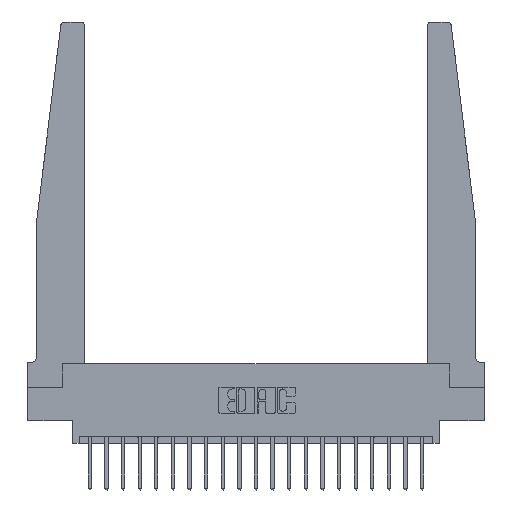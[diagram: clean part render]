
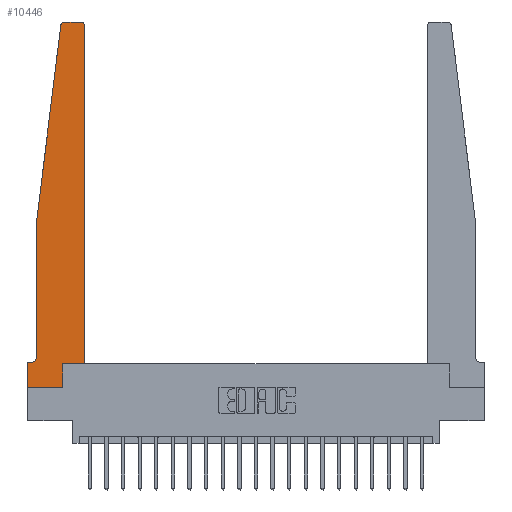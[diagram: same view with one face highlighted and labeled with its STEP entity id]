
A CAD part, top view. The second image highlights one B-rep face of the part: STEP entity #10446.
In plain terms, the highlighted planar face has unit normal (0, 0, 1).
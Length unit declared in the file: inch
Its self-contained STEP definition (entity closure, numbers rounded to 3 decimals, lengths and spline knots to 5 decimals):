
#110 = VECTOR ( 'NONE', #18068, 39.37008 ) ;
#346 = EDGE_CURVE ( 'NONE', #2004, #18378, #10724, .T. ) ;
#751 = VERTEX_POINT ( 'NONE', #16643 ) ;
#835 = VECTOR ( 'NONE', #20286, 39.37008 ) ;
#859 = EDGE_CURVE ( 'NONE', #17602, #14131, #18447, .T. ) ;
#870 = EDGE_LOOP ( 'NONE', ( #987, #17839, #9465, #19179, #11427, #6165, #20048, #4208, #14302, #18368, #10550, #20357 ) ) ;
#987 = ORIENTED_EDGE ( 'NONE', *, *, #7501, .T. ) ;
#1380 = CARTESIAN_POINT ( 'NONE',  ( 0.065, 1.25, 0.37 ) ) ;
#1381 = DIRECTION ( 'NONE',  ( 1., 0., 0. ) ) ;
#1484 = VERTEX_POINT ( 'NONE', #3882 ) ;
#1963 = AXIS2_PLACEMENT_3D ( 'NONE', #4098, #15662, #5770 ) ;
#2004 = VERTEX_POINT ( 'NONE', #18347 ) ;
#2131 = CARTESIAN_POINT ( 'NONE',  ( 0., 0.1875, 0.37 ) ) ;
#2164 = VECTOR ( 'NONE', #18452, 39.37008 ) ;
#2210 = DIRECTION ( 'NONE',  ( 0., 0., 1. ) ) ;
#2303 = VERTEX_POINT ( 'NONE', #21034 ) ;
#2745 = AXIS2_PLACEMENT_3D ( 'NONE', #14451, #4549, #16119 ) ;
#2831 = LINE ( 'NONE', #1380, #15490 ) ;
#3165 = CARTESIAN_POINT ( 'NONE',  ( 0.425, 0.18, 0.37 ) ) ;
#3536 = CARTESIAN_POINT ( 'NONE',  ( 0., 0., 0.37 ) ) ;
#3707 = VERTEX_POINT ( 'NONE', #3165 ) ;
#3882 = CARTESIAN_POINT ( 'NONE',  ( 0.27653, 2.75, 0.37 ) ) ;
#4002 = LINE ( 'NONE', #6530, #110 ) ;
#4062 = EDGE_CURVE ( 'NONE', #751, #2004, #7820, .T. ) ;
#4098 = CARTESIAN_POINT ( 'NONE',  ( 0.015, 0.2375, 0.37 ) ) ;
#4208 = ORIENTED_EDGE ( 'NONE', *, *, #7845, .T. ) ;
#4549 = DIRECTION ( 'NONE',  ( 0., 0., 1. ) ) ;
#5040 = EDGE_CURVE ( 'NONE', #14131, #751, #2831, .T. ) ;
#5444 = CARTESIAN_POINT ( 'NONE',  ( 0.065, 1.25, 0.37 ) ) ;
#5735 = VERTEX_POINT ( 'NONE', #10492 ) ;
#5770 = DIRECTION ( 'NONE',  ( -1., 0., 0. ) ) ;
#6125 = DIRECTION ( 'NONE',  ( -1., 0., 0. ) ) ;
#6165 = ORIENTED_EDGE ( 'NONE', *, *, #346, .T. ) ;
#6330 = VECTOR ( 'NONE', #17026, 39.37008 ) ;
#6443 = CARTESIAN_POINT ( 'NONE',  ( 0.425, 0.18, 0.37 ) ) ;
#6530 = CARTESIAN_POINT ( 'NONE',  ( 0., 0., 0.37 ) ) ;
#6819 = VECTOR ( 'NONE', #15607, 39.37008 ) ;
#7154 = CARTESIAN_POINT ( 'NONE',  ( 0.065, 0.1875, 0.37 ) ) ;
#7364 = CARTESIAN_POINT ( 'NONE',  ( 0.2605, 0.18, 0.37 ) ) ;
#7417 = CARTESIAN_POINT ( 'NONE',  ( 0.425, 0.18, 0.37 ) ) ;
#7501 = EDGE_CURVE ( 'NONE', #5735, #1484, #21118, .T. ) ;
#7590 = EDGE_CURVE ( 'NONE', #2303, #5735, #11291, .T. ) ;
#7591 = CIRCLE ( 'NONE', #2745, 0.03 ) ;
#7820 = CIRCLE ( 'NONE', #1963, 0.05 ) ;
#7845 = EDGE_CURVE ( 'NONE', #13915, #14712, #19796, .T. ) ;
#8082 = DIRECTION ( 'NONE',  ( 0., 1., 0. ) ) ;
#8138 = LINE ( 'NONE', #6443, #12023 ) ;
#8973 = EDGE_CURVE ( 'NONE', #3707, #2303, #8138, .T. ) ;
#8974 = AXIS2_PLACEMENT_3D ( 'NONE', #21238, #11346, #1381 ) ;
#9230 = EDGE_CURVE ( 'NONE', #14712, #14363, #11754, .T. ) ;
#9465 = ORIENTED_EDGE ( 'NONE', *, *, #859, .T. ) ;
#9652 = DIRECTION ( 'NONE',  ( 0., -1., 0. ) ) ;
#9701 = CARTESIAN_POINT ( 'NONE',  ( 0., 0., 0.37 ) ) ;
#9850 = EDGE_CURVE ( 'NONE', #14363, #3707, #20012, .T. ) ;
#10048 = EDGE_CURVE ( 'NONE', #1484, #17602, #7591, .T. ) ;
#10446 = ADVANCED_FACE ( 'NONE', ( #13501 ), #12157, .T. ) ;
#10492 = CARTESIAN_POINT ( 'NONE',  ( 0.395, 2.75, 0.37 ) ) ;
#10550 = ORIENTED_EDGE ( 'NONE', *, *, #8973, .T. ) ;
#10724 = LINE ( 'NONE', #7154, #6330 ) ;
#11291 = CIRCLE ( 'NONE', #8974, 0.03 ) ;
#11346 = DIRECTION ( 'NONE',  ( 0., 0., 1. ) ) ;
#11427 = ORIENTED_EDGE ( 'NONE', *, *, #4062, .T. ) ;
#11754 = LINE ( 'NONE', #7364, #20565 ) ;
#12023 = VECTOR ( 'NONE', #8082, 39.37008 ) ;
#12157 = PLANE ( 'NONE',  #12337 ) ;
#12337 = AXIS2_PLACEMENT_3D ( 'NONE', #2131, #2210, #13797 ) ;
#13079 = CARTESIAN_POINT ( 'NONE',  ( 0.24675, 2.72367, 0.37 ) ) ;
#13501 = FACE_OUTER_BOUND ( 'NONE', #870, .T. ) ;
#13797 = DIRECTION ( 'NONE',  ( 1., 0., 0. ) ) ;
#13915 = VERTEX_POINT ( 'NONE', #9701 ) ;
#14131 = VERTEX_POINT ( 'NONE', #18508 ) ;
#14302 = ORIENTED_EDGE ( 'NONE', *, *, #9230, .T. ) ;
#14363 = VERTEX_POINT ( 'NONE', #17395 ) ;
#14451 = CARTESIAN_POINT ( 'NONE',  ( 0.27653, 2.72, 0.37 ) ) ;
#14712 = VERTEX_POINT ( 'NONE', #18438 ) ;
#15077 = EDGE_CURVE ( 'NONE', #18378, #13915, #4002, .T. ) ;
#15490 = VECTOR ( 'NONE', #9652, 39.37008 ) ;
#15607 = DIRECTION ( 'NONE',  ( 1., 0., 0. ) ) ;
#15662 = DIRECTION ( 'NONE',  ( 0., 0., -1. ) ) ;
#16119 = DIRECTION ( 'NONE',  ( 1., 0., 0. ) ) ;
#16643 = CARTESIAN_POINT ( 'NONE',  ( 0.065, 0.2375, 0.37 ) ) ;
#16673 = VECTOR ( 'NONE', #6125, 39.37008 ) ;
#17026 = DIRECTION ( 'NONE',  ( -1., 0., 0. ) ) ;
#17395 = CARTESIAN_POINT ( 'NONE',  ( 0.2605, 0.18, 0.37 ) ) ;
#17602 = VERTEX_POINT ( 'NONE', #13079 ) ;
#17839 = ORIENTED_EDGE ( 'NONE', *, *, #10048, .T. ) ;
#18068 = DIRECTION ( 'NONE',  ( 0., -1., 0. ) ) ;
#18347 = CARTESIAN_POINT ( 'NONE',  ( 0.015, 0.1875, 0.37 ) ) ;
#18368 = ORIENTED_EDGE ( 'NONE', *, *, #9850, .T. ) ;
#18378 = VERTEX_POINT ( 'NONE', #18774 ) ;
#18438 = CARTESIAN_POINT ( 'NONE',  ( 0.2605, 0., 0.37 ) ) ;
#18447 = LINE ( 'NONE', #5444, #835 ) ;
#18452 = DIRECTION ( 'NONE',  ( 1., 0., 0. ) ) ;
#18508 = CARTESIAN_POINT ( 'NONE',  ( 0.065, 1.25, 0.37 ) ) ;
#18774 = CARTESIAN_POINT ( 'NONE',  ( 0., 0.1875, 0.37 ) ) ;
#18926 = DIRECTION ( 'NONE',  ( 0., 1., 0. ) ) ;
#19179 = ORIENTED_EDGE ( 'NONE', *, *, #5040, .T. ) ;
#19269 = CARTESIAN_POINT ( 'NONE',  ( 0.25, 2.75, 0.37 ) ) ;
#19796 = LINE ( 'NONE', #3536, #2164 ) ;
#20012 = LINE ( 'NONE', #7417, #6819 ) ;
#20048 = ORIENTED_EDGE ( 'NONE', *, *, #15077, .T. ) ;
#20286 = DIRECTION ( 'NONE',  ( -0.122, -0.992, 0. ) ) ;
#20357 = ORIENTED_EDGE ( 'NONE', *, *, #7590, .T. ) ;
#20565 = VECTOR ( 'NONE', #18926, 39.37008 ) ;
#21034 = CARTESIAN_POINT ( 'NONE',  ( 0.425, 2.72, 0.37 ) ) ;
#21118 = LINE ( 'NONE', #19269, #16673 ) ;
#21238 = CARTESIAN_POINT ( 'NONE',  ( 0.395, 2.72, 0.37 ) ) ;
